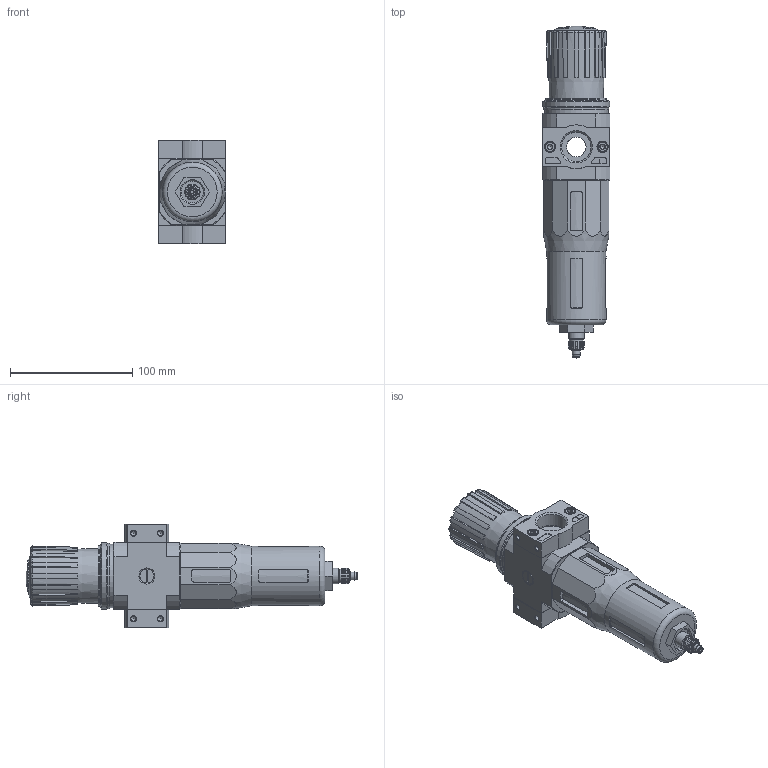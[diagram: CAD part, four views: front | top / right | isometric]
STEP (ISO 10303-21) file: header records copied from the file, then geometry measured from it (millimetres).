
FILE_DESCRIPTION(/* description */ ('STEP AP214'),/* implementation_level */ '2;1');
FILE_NAME(/* name */ '192616_LFR-3_4-D-5M-O-MIDI',/* time_stamp */ '2024-09-04T14:47:53+02:00',/* author */ ('License CC BY-ND 4.0'),/* organization */ ('CADENAS'),/* preprocessor_version */ 'ST-DEVELOPER v19.3',/* originating_system */ 'PARTsolutions',/* authorisation */ ' ');
FILE_SCHEMA (('AUTOMOTIVE_DESIGN {1 0 10303 214 3 1 1}'));
Length unit declared in the file: millimetre
Products named in the file (8): 192616 LFR-3/4-D-5M-O-MIDI---(0); 127310 LFR-D-5M-MIDI--(0); 380307 PBL-3/4-D-MIDI-R---(0) p1; DIN-912 - M5x18(F); 380305 PBL-3/4-D-MIDI-L---(1) p1; 398012 LRVS-D-MINI; 373846 LR-MIDI; 648415 LF
Assembly tree (11 placements, depth 2):
  192616 LFR-3/4-D-5M-O-MIDI---(0)
    127310 LFR-D-5M-MIDI--(0)
    380307 PBL-3/4-D-MIDI-R---(0) p1
    DIN-912 - M5x18(F)  x4
    380305 PBL-3/4-D-MIDI-L---(1) p1
    398012 LRVS-D-MINI
    373846 LR-MIDI  x2
    648415 LF
Bounding box: 55.5 x 271.81 x 85 mm (x, y, z)
Volume: 547631.4 mm3; surface area: 77061.7 mm2
Topology: 11 solids, 12 shells, 635 faces, 1554 edges, 989 vertices
Faces by surface type: plane 338, cylinder 133, cone 116, torus 43, sphere 5
Full cylindrical faces by diameter (mm): 3 x1, 4.134 x8, 5 x4, 5.6 x1, 6.3 x2, 6.4 x1, 6.8 x1, 7.1 x1, 8.5 x4, 9 x1, 9.6 x2, 11.2 x3, 11.445 x2, 12.6 x1, 13.157 x2, 16 x1, 18 x1, 24.117 x2, 26.4 x1, 29.7 x1, 30.8 x1, 39 x1, 48.7 x1, 50.16 x1, 50.376 x1, 52 x1, 53.5 x1, 54.8 x1
Entity records: 18526 total; most frequent: CARTESIAN_POINT 3682, DIRECTION 2565, ORIENTED_EDGE 2514, EDGE_CURVE 1257, AXIS2_PLACEMENT_3D 1020, VERTEX_POINT 873, FACE_BOUND 696, EDGE_LOOP 691
